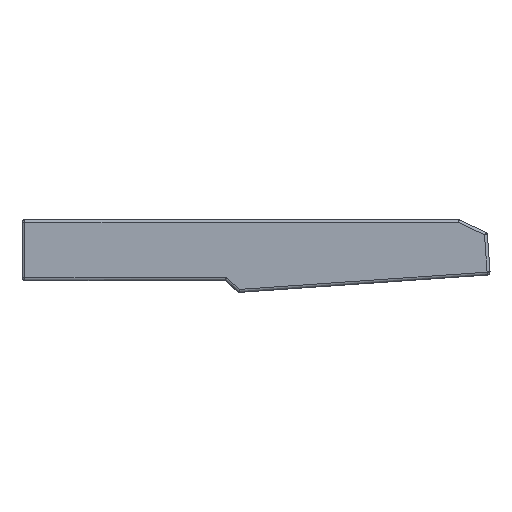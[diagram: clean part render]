
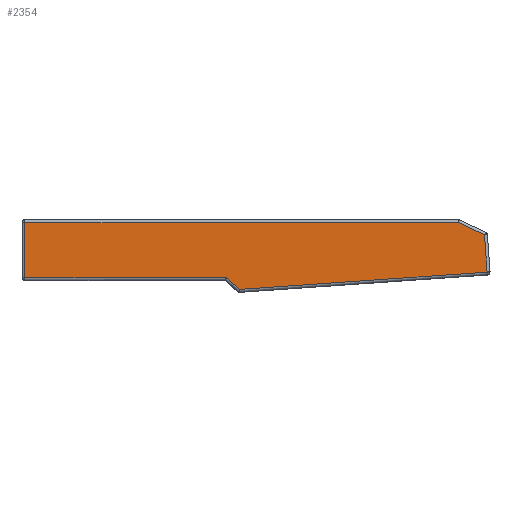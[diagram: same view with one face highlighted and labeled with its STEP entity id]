
A CAD part, left-side view. The second image highlights one B-rep face of the part: STEP entity #2354.
In plain terms, the highlighted planar face has unit normal (-1, 0, 0).
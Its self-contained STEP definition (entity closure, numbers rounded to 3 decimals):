
#1048 = VERTEX_POINT('',#1049);
#1049 = CARTESIAN_POINT('',(-11.,10.,18.));
#1056 = EDGE_CURVE('',#1048,#1057,#1059,.T.);
#1057 = VERTEX_POINT('',#1058);
#1058 = CARTESIAN_POINT('',(-11.,10.,-1.));
#1059 = LINE('',#1060,#1061);
#1060 = CARTESIAN_POINT('',(-11.,10.,19.));
#1061 = VECTOR('',#1062,1.);
#1062 = DIRECTION('',(0.,0.,-1.));
#2354 = ADVANCED_FACE('',(#2355),#2404,.F.);
#2355 = FACE_BOUND('',#2356,.F.);
#2356 = EDGE_LOOP('',(#2357,#2367,#2375,#2383,#2391,#2397,#2398));
#2357 = ORIENTED_EDGE('',*,*,#2358,.T.);
#2358 = EDGE_CURVE('',#2359,#2361,#2363,.T.);
#2359 = VERTEX_POINT('',#2360);
#2360 = CARTESIAN_POINT('',(-11.,-139.19,18.));
#2361 = VERTEX_POINT('',#2362);
#2362 = CARTESIAN_POINT('',(-11.,-148.156,13.777));
#2363 = LINE('',#2364,#2365);
#2364 = CARTESIAN_POINT('',(-11.,-138.987,18.095));
#2365 = VECTOR('',#2366,1.);
#2366 = DIRECTION('',(0.,-0.905,-0.426));
#2367 = ORIENTED_EDGE('',*,*,#2368,.F.);
#2368 = EDGE_CURVE('',#2369,#2361,#2371,.T.);
#2369 = VERTEX_POINT('',#2370);
#2370 = CARTESIAN_POINT('',(-11.,-149.054,0.928));
#2371 = LINE('',#2372,#2373);
#2372 = CARTESIAN_POINT('',(-11.,-149.124,-0.07));
#2373 = VECTOR('',#2374,1.);
#2374 = DIRECTION('',(0.,0.07,0.998));
#2375 = ORIENTED_EDGE('',*,*,#2376,.T.);
#2376 = EDGE_CURVE('',#2369,#2377,#2379,.T.);
#2377 = VERTEX_POINT('',#2378);
#2378 = CARTESIAN_POINT('',(-11.,-63.932,-5.025));
#2379 = LINE('',#2380,#2381);
#2380 = CARTESIAN_POINT('',(-11.,-150.052,0.998));
#2381 = VECTOR('',#2382,1.);
#2382 = DIRECTION('',(0.,0.998,-0.07));
#2383 = ORIENTED_EDGE('',*,*,#2384,.T.);
#2384 = EDGE_CURVE('',#2377,#2385,#2387,.T.);
#2385 = VERTEX_POINT('',#2386);
#2386 = CARTESIAN_POINT('',(-11.,-59.302,-1.));
#2387 = LINE('',#2388,#2389);
#2388 = CARTESIAN_POINT('',(-11.,-64.244,-5.296));
#2389 = VECTOR('',#2390,1.);
#2390 = DIRECTION('',(0.,0.755,0.656));
#2391 = ORIENTED_EDGE('',*,*,#2392,.F.);
#2392 = EDGE_CURVE('',#1057,#2385,#2393,.T.);
#2393 = LINE('',#2394,#2395);
#2394 = CARTESIAN_POINT('',(-11.,11.,-1.));
#2395 = VECTOR('',#2396,1.);
#2396 = DIRECTION('',(0.,-1.,0.));
#2397 = ORIENTED_EDGE('',*,*,#1056,.F.);
#2398 = ORIENTED_EDGE('',*,*,#2399,.F.);
#2399 = EDGE_CURVE('',#2359,#1048,#2400,.T.);
#2400 = LINE('',#2401,#2402);
#2401 = CARTESIAN_POINT('',(-11.,-139.413,18.));
#2402 = VECTOR('',#2403,1.);
#2403 = DIRECTION('',(0.,1.,0.));
#2404 = PLANE('',#2405);
#2405 = AXIS2_PLACEMENT_3D('',#2406,#2407,#2408);
#2406 = CARTESIAN_POINT('',(-11.,-151.113,19.));
#2407 = DIRECTION('',(1.,0.,0.));
#2408 = DIRECTION('',(0.,1.,0.));
